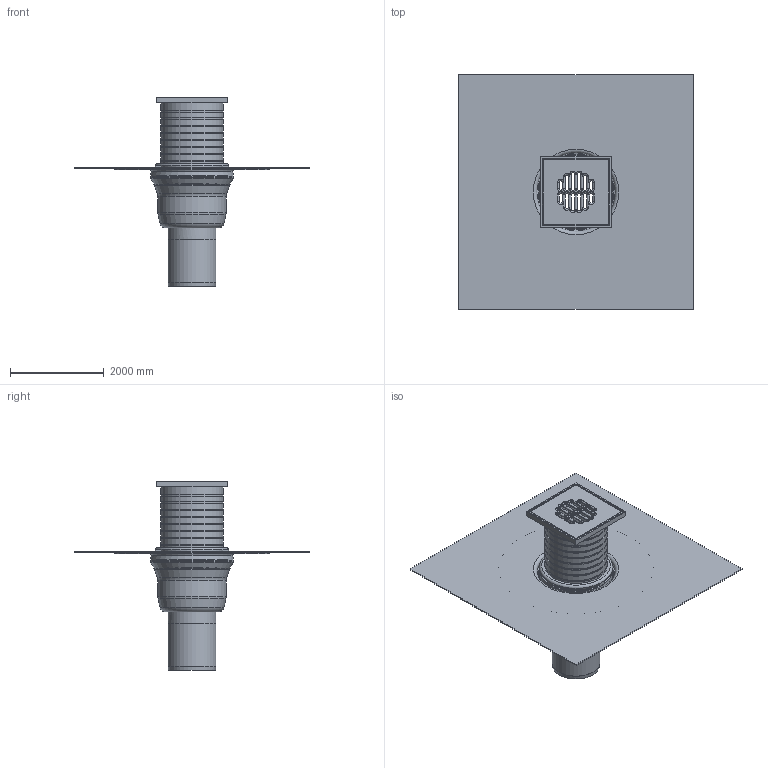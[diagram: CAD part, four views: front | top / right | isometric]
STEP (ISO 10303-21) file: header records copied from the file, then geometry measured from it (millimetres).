
FILE_DESCRIPTION(/* description */ (''),/* implementation_level */ '2;1');
FILE_NAME(/* name */ '16278.100X_3D.stp',/* time_stamp */ '2025-01-06T10:02:22+01:00',/* author */ ('c.rudolph'),/* organization */ (''),/* preprocessor_version */ 'ST-DEVELOPER v20',/* originating_system */ 'AutoCAD Mechanical',/* authorisation */ '');
FILE_SCHEMA (('AUTOMOTIVE_DESIGN { 1 0 10303 214 3 1 1 }'));
Length unit declared in the file: centimetre
Products named in the file (2): Product; *S0
Assembly tree (1 placements, depth 2):
  Product
    *S0
Bounding box: 5000 x 5000 x 4012.19 mm (x, y, z)
Volume: 1316095726.3 mm3; surface area: 119033900.5 mm2
Topology: 10 solids, 11 shells, 519 faces, 1225 edges, 747 vertices
Faces by surface type: plane 212, cylinder 162, torus 102, cone 35, sphere 8
Full cylindrical faces by diameter (mm): 35 x4, 80 x4, 980 x2, 1020 x3, 1250 x1, 1320 x8, 1330 x9, 1334 x1, 1400 x1, 1410 x1, 1450 x1, 1460 x2, 1500 x2, 1520 x1, 1700 x2, 1740 x2, 1770 x1, 3300 x1
Entity records: 15438 total; most frequent: CARTESIAN_POINT 2966, DIRECTION 2844, ORIENTED_EDGE 2448, EDGE_CURVE 1224, AXIS2_PLACEMENT_3D 1161, VERTEX_POINT 745, CIRCLE 623, EDGE_LOOP 581
